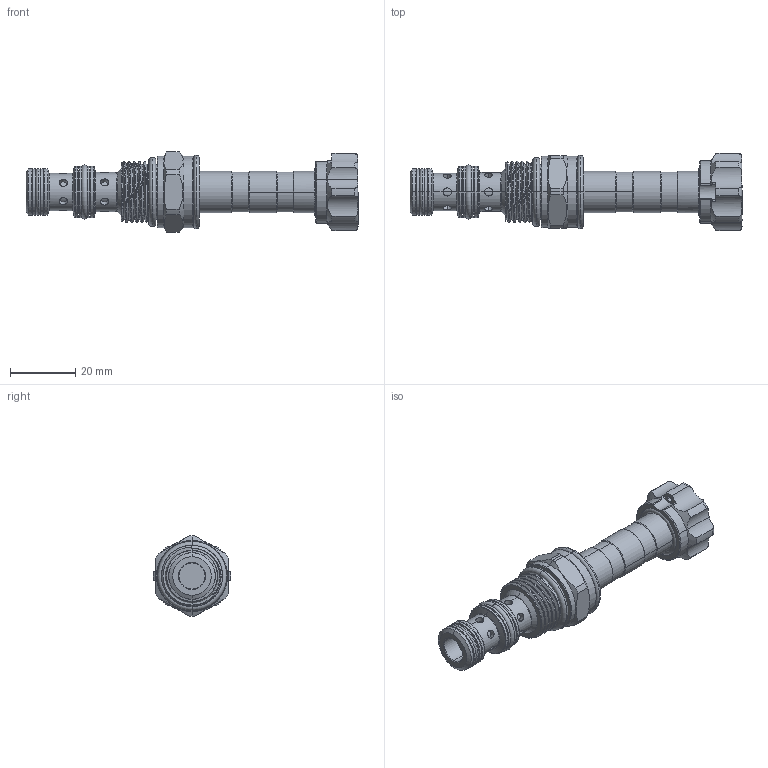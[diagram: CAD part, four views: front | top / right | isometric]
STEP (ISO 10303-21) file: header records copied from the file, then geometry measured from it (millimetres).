
FILE_DESCRIPTION (( 'STEP AP203' ), '1' );
FILE_NAME ('ES08W3A11N04.STEP', '2020-04-09T05:43:54', ( '' ), ( '' ), 'SwSTEP 2.0', 'SolidWorks 2018', '' );
FILE_SCHEMA (( 'CONFIG_CONTROL_DESIGN' ));
Length unit declared in the file: millimetre
Products named in the file (1): ES08W3A11N04
Bounding box: 102.09 x 23.79 x 24.65 mm (x, y, z)
Volume: 20580.2 mm3; surface area: 9371.9 mm2
Topology: 7 solids, 7 shells, 276 faces, 624 edges, 379 vertices
Faces by surface type: cylinder 138, torus 64, cone 37, plane 32, bspline 5
Entity records: 9953 total; most frequent: CARTESIAN_POINT 3727, DIRECTION 1354, ORIENTED_EDGE 1248, EDGE_CURVE 624, AXIS2_PLACEMENT_3D 590, VERTEX_POINT 379, CIRCLE 318, EDGE_LOOP 307
